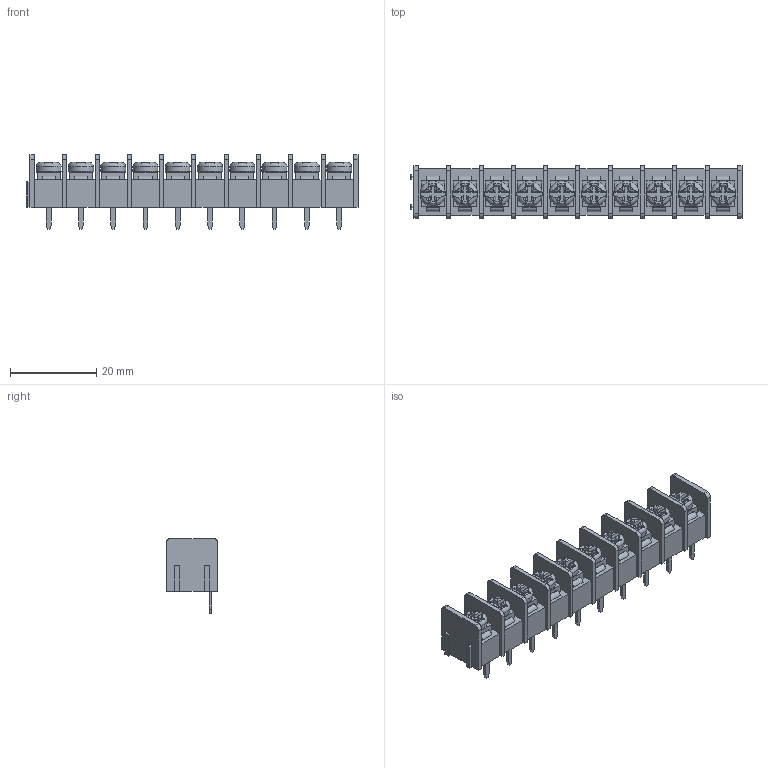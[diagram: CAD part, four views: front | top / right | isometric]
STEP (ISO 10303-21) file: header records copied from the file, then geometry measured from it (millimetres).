
FILE_DESCRIPTION(/* description */ ('Unknown'),/* implementation_level */ '2;1');
FILE_NAME(/* name */ 'Terminal Block - 7.62mm - 10 Pin',/* time_stamp */ '2018-12-07T12:40:49-05:00',/* author */ ('Unknown'),/* organization */ ('Unknown'),/* preprocessor_version */ 'ST-DEVELOPER v16.7',/* originating_system */ 'DEX',/* authorisation */ $);
FILE_SCHEMA (('AUTOMOTIVE_DESIGN {1 0 10303 214 3 1 1}'));
Length unit declared in the file: millimetre
Products named in the file (1): Terminal Block - 7.62mm - 10 Pin
Bounding box: 76.81 x 12.01 x 17.3 mm (x, y, z)
Volume: 7178 mm3; surface area: 6236.1 mm2
Topology: 11 solids, 31 shells, 852 faces, 2180 edges, 1410 vertices
Faces by surface type: plane 591, cylinder 132, bspline 99, torus 30
Full cylindrical faces by diameter (mm): 5.842 x10
Entity records: 31145 total; most frequent: CARTESIAN_POINT 8228, ORIENTED_EDGE 4292, DIRECTION 3374, EDGE_CURVE 2146, VERTEX_POINT 1400, LINE 1338, VECTOR 1338, AXIS2_PLACEMENT_3D 1018
